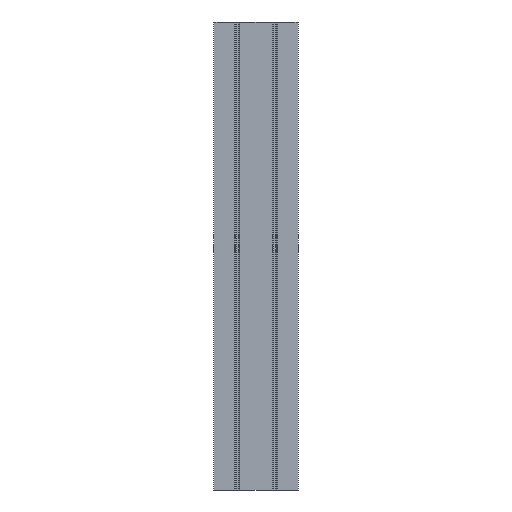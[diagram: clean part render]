
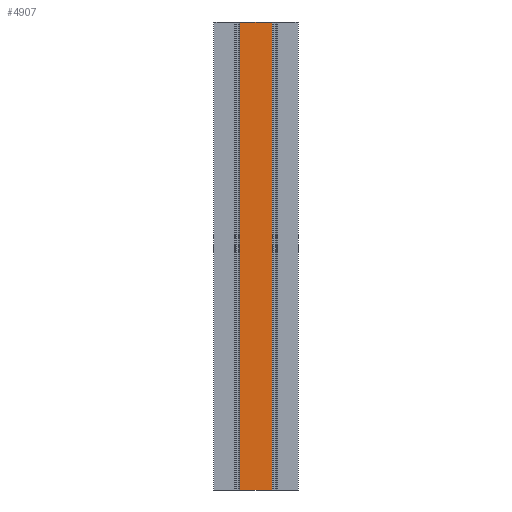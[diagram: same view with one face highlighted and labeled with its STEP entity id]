
A CAD part, front view. The second image highlights one B-rep face of the part: STEP entity #4907.
In plain terms, the highlighted planar face has unit normal (0, -1, 0).
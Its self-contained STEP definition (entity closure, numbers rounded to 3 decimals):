
#679=FACE_OUTER_BOUND('',#935,.T.);
#935=EDGE_LOOP('',(#4169,#4170,#4171,#4172));
#1181=LINE('',#7831,#1625);
#1364=LINE('',#8374,#1808);
#1365=LINE('',#8377,#1809);
#1366=LINE('',#8378,#1810);
#1625=VECTOR('',#6269,10.);
#1808=VECTOR('',#6856,10.);
#1809=VECTOR('',#6859,10.);
#1810=VECTOR('',#6860,10.);
#2167=VERTEX_POINT('',#7828);
#2168=VERTEX_POINT('',#7830);
#2326=VERTEX_POINT('',#8372);
#2327=VERTEX_POINT('',#8376);
#2751=EDGE_CURVE('',#2167,#2168,#1181,.T.);
#3023=EDGE_CURVE('',#2167,#2326,#1364,.T.);
#3024=EDGE_CURVE('',#2327,#2326,#1365,.T.);
#3025=EDGE_CURVE('',#2168,#2327,#1366,.T.);
#4169=ORIENTED_EDGE('',*,*,#3023,.T.);
#4170=ORIENTED_EDGE('',*,*,#3024,.F.);
#4171=ORIENTED_EDGE('',*,*,#3025,.F.);
#4172=ORIENTED_EDGE('',*,*,#2751,.F.);
#4682=PLANE('',#5452);
#4907=ADVANCED_FACE('',(#679),#4682,.T.);
#5452=AXIS2_PLACEMENT_3D('',#8375,#6857,#6858);
#6269=DIRECTION('',(-1.,0.,0.));
#6856=DIRECTION('',(0.,0.,1.));
#6857=DIRECTION('center_axis',(0.,-1.,0.));
#6858=DIRECTION('ref_axis',(1.,0.,0.));
#6859=DIRECTION('',(1.,0.,0.));
#6860=DIRECTION('',(0.,0.,1.));
#7828=CARTESIAN_POINT('',(34.5,0.,-500.));
#7830=CARTESIAN_POINT('',(-34.5,0.,-500.));
#7831=CARTESIAN_POINT('',(-34.5,0.,-500.));
#8372=CARTESIAN_POINT('',(34.5,0.,500.));
#8374=CARTESIAN_POINT('',(34.5,0.,0.));
#8375=CARTESIAN_POINT('Origin',(-34.5,0.,0.));
#8376=CARTESIAN_POINT('',(-34.5,0.,500.));
#8377=CARTESIAN_POINT('',(-34.5,0.,500.));
#8378=CARTESIAN_POINT('',(-34.5,0.,0.));
